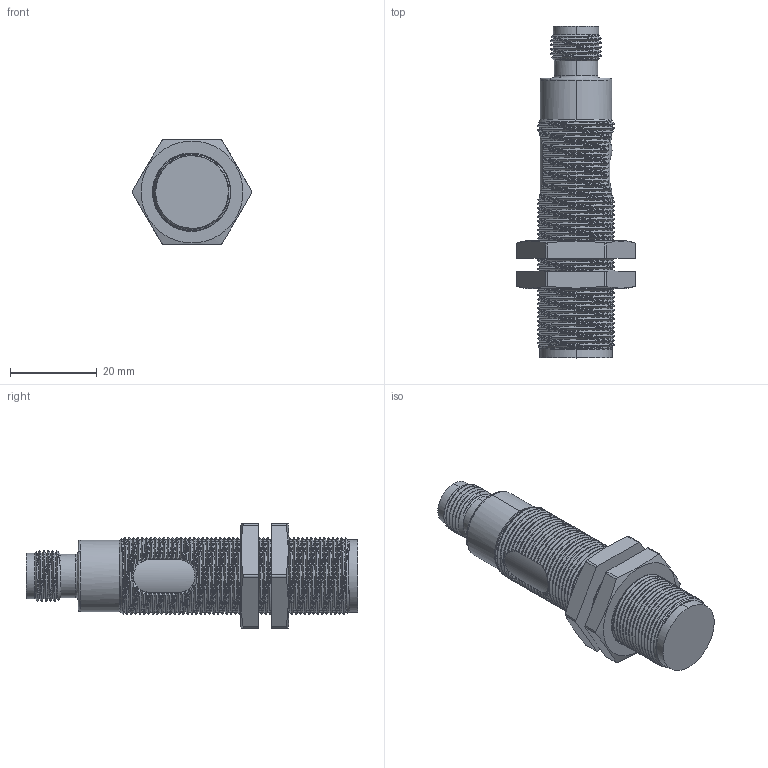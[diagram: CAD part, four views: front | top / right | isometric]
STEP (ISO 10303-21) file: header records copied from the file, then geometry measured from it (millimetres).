
FILE_DESCRIPTION (( 'STEP AP214' ), '1' );
FILE_NAME ('OP18-脣璃倰湍唅聽.STEP', '2024-10-25T07:44:52', ( '' ), ( '' ), 'SwSTEP 2.0', 'SolidWorks 2023', '' );
FILE_SCHEMA (( 'AUTOMOTIVE_DESIGN' ));
Length unit declared in the file: millimetre
Products named in the file (3): OP18-插件型带旋钮; OP18-P01_33_2; PM18X1-MU_10_2
Assembly tree (3 placements, depth 2):
  OP18-插件型带旋钮
    OP18-P01_33_2
    PM18X1-MU_10_2  x2
Bounding box: 27.56 x 76.5 x 24 mm (x, y, z)
Volume: 17269.7 mm3; surface area: 8913.2 mm2
Topology: 3 solids, 5 shells, 562 faces, 1925 edges, 1363 vertices
Faces by surface type: cylinder 359, bspline 117, plane 69, cone 17
Entity records: 41525 total; most frequent: CARTESIAN_POINT 28717, ORIENTED_EDGE 3550, EDGE_CURVE 1775, DIRECTION 1358, B_SPLINE_CURVE_WITH_KNOTS 1293, VERTEX_POINT 1271, EDGE_LOOP 540, ADVANCED_FACE 524
